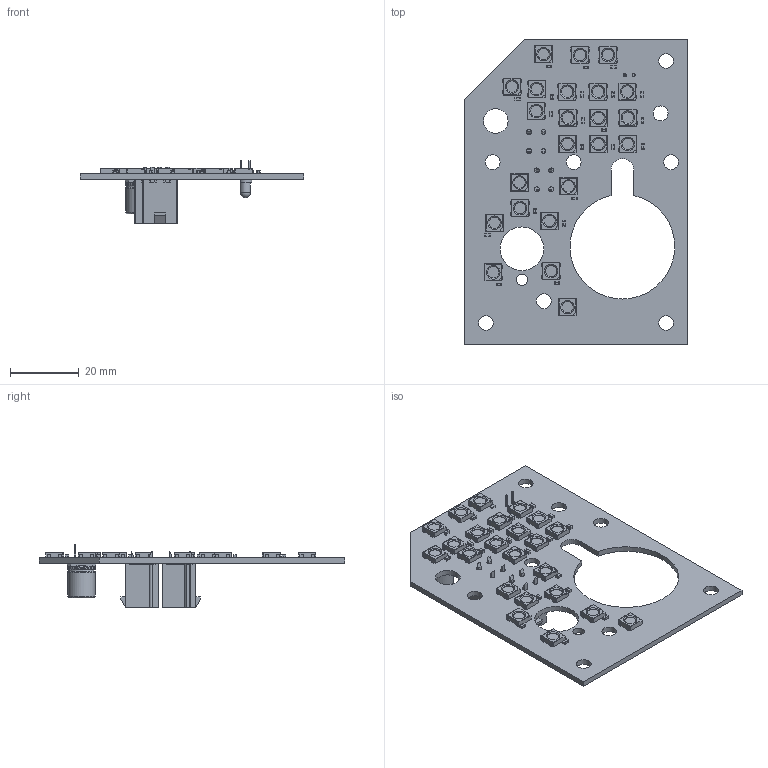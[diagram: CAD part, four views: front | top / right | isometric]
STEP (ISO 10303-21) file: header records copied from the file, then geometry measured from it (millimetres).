
FILE_DESCRIPTION(('KiCad electronic assembly'),'2;1');
FILE_NAME('LANDING GEAR PANEL.step','2023-04-01T14:11:07',('Pcbnew'),( 'Kicad'),'Open CASCADE STEP processor 7.6','KiCad to STEP converter' ,'Unknown');
FILE_SCHEMA(('AUTOMOTIVE_DESIGN { 1 0 10303 214 1 1 1 1 }'));
Length unit declared in the file: millimetre
Products named in the file (14): LANDING GEAR PANEL 1; LED_WS2812B_PLCC4_5.0x5.0mm_P3.2mm; SOLID; C_0603_1608Metric; R_0603_1608Metric; CP_Elec_8x10; Molex_Mini-Fit_Jr_5566-04A_2x02_P4.20mm_Vertical; LED_D3.0mm; LANDING GEAR PANEL PCB
Assembly tree (55 placements, depth 3):
  LANDING GEAR PANEL 1
    LED_WS2812B_PLCC4_5.0x5.0mm_P3.2mm  x23
      SOLID
    C_0603_1608Metric  x20
      SOLID
    R_0603_1608Metric
      SOLID
    CP_Elec_8x10
      SOLID
    Molex_Mini-Fit_Jr_5566-04A_2x02_P4.20mm_Vertical  x2
      SOLID
    LED_D3.0mm
      SOLID
    LANDING GEAR PANEL PCB
Bounding box: 65.09 x 88.9 x 18.3 mm (x, y, z)
Volume: 10084.1 mm3; surface area: 15597 mm2
Topology: 49 solids, 49 shells, 2497 faces, 7047 edges, 4645 vertices
Faces by surface type: plane 1675, cylinder 791, cone 23, torus 4, bspline 2, revolution 1, sphere 1
Full cylindrical faces by diameter (mm): 0.9 x2, 1.4 x8, 3 x1, 3.302 x1, 3.333 x23, 4.305 x8, 7.142 x1, 8 x2, 12.7 x1
Entity records: 25112 total; most frequent: CARTESIAN_POINT 4658, DIRECTION 3622, LINE 2408, VECTOR 2408, ORIENTED_EDGE 1830, PCURVE 1830, DEFINITIONAL_REPRESENTATION 1830, EDGE_CURVE 915
